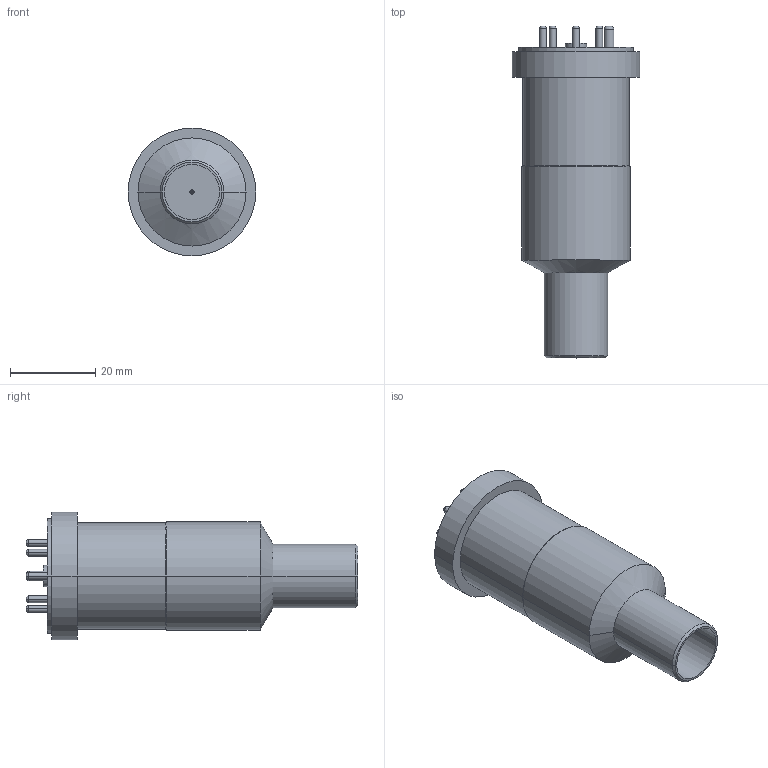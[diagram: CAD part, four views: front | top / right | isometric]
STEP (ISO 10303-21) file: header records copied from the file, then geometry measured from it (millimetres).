
FILE_DESCRIPTION( (''), '2;1');
FILE_NAME ('M-12_00.stp','2020-10-08T09:45:04',(''),(''),'spGate 15.6.6','','');
FILE_SCHEMA (('AUTOMOTIVE_DESIGN'));
Length unit declared in the file: millimetre
Products named in the file (2): Assembly; M-12_00-prt0
Assembly tree (1 placements, depth 2):
  Assembly
    M-12_00-prt0
Bounding box: 30 x 78 x 30 mm (x, y, z)
Volume: 9290.7 mm3; surface area: 12592.9 mm2
Topology: 1 solids, 1 shells, 131 faces, 260 edges, 156 vertices
Faces by surface type: cylinder 58, bspline 46, plane 27
Entity records: 6492 total; most frequent: CARTESIAN_POINT 1749, ORIENTED_EDGE 520, DIRECTION 490, COLOUR_RGB 392, PRESENTATION_STYLE_ASSIGNMENT 392, STYLED_ITEM 392, EDGE_CURVE 260, DRAUGHTING_PRE_DEFINED_CURVE_FONT 260
